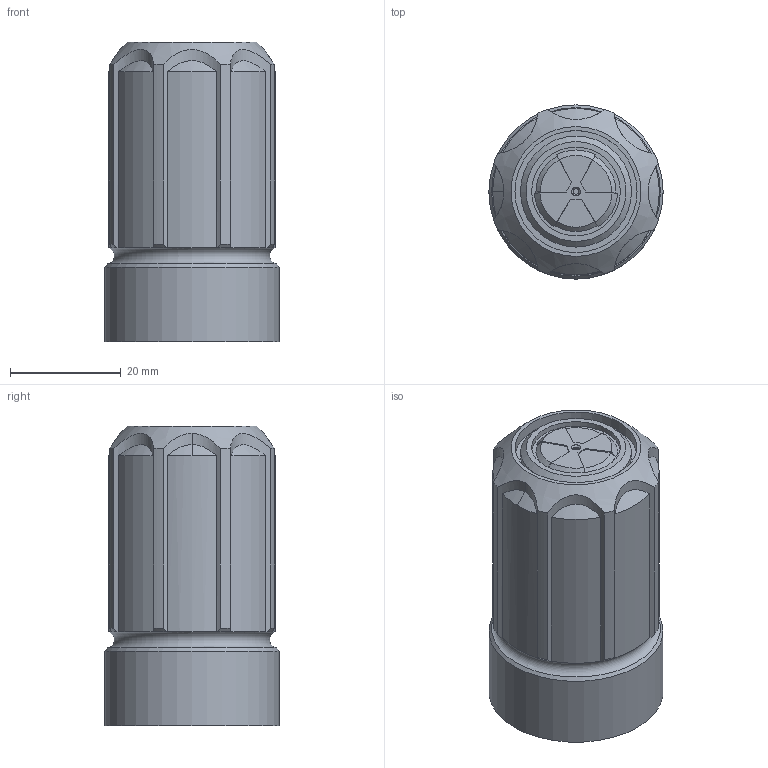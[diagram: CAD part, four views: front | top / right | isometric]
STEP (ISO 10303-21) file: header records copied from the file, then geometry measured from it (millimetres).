
FILE_DESCRIPTION(('HOOPS Exchange Step'),'2;1');
FILE_NAME('temp_export','2023-01-09T11:46:12+09:00',('mobile'),('Shapr3D Limited'),'HOOPS Exchange 2022.1','Shapr3D','Authorized');
FILE_SCHEMA( ('AUTOMOTIVE_DESIGN { 1 0 10303 214 1 1 1 1 }') );
Length unit declared in the file: millimetre
Products named in the file (1): root
Bounding box: 31.4 x 31.4 x 54 mm (x, y, z)
Volume: 31108.2 mm3; surface area: 8730.3 mm2
Topology: 1 solids, 1 shells, 113 faces, 320 edges, 218 vertices
Faces by surface type: cylinder 48, cone 28, plane 27, bspline 9, torus 1
Full cylindrical faces by diameter (mm): 1 x1, 16 x1, 20 x1, 22 x1, 25.45 x13, 31.4 x1
Entity records: 18604 total; most frequent: CARTESIAN_POINT 15867, ORIENTED_EDGE 640, DIRECTION 467, EDGE_CURVE 320, VERTEX_POINT 218, AXIS2_PLACEMENT_3D 185, EDGE_LOOP 122, FACE_BOUND 122
